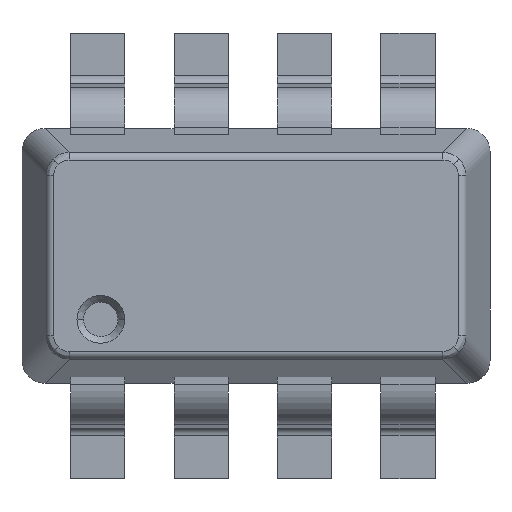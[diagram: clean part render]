
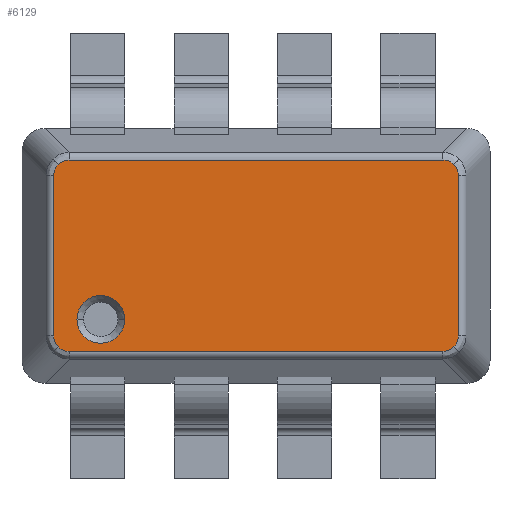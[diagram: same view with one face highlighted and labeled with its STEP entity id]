
A CAD part, top view. The second image highlights one B-rep face of the part: STEP entity #6129.
In plain terms, the highlighted planar face has unit normal (0, 0, 1).
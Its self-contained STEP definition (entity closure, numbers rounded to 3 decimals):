
#1818=CARTESIAN_POINT('',(-1.243,0.573,1.2));
#1835=CARTESIAN_POINT('',(1.243,0.573,1.2));
#1860=CARTESIAN_POINT('',(1.243,-0.573,1.2));
#1893=CARTESIAN_POINT('',(-1.243,-0.573,1.2));
#1910=DIRECTION('',(0.,1.,0.));
#1911=VECTOR('',#1910,1.009);
#1912=CARTESIAN_POINT('',(-1.271,-0.504,1.2));
#1913=LINE('',#1912,#1911);
#1917=CARTESIAN_POINT('',(-1.271,0.504,1.2));
#1918=CARTESIAN_POINT('',(-1.271,0.504,1.2));
#1919=CARTESIAN_POINT('',(-1.271,0.506,1.2));
#1920=CARTESIAN_POINT('',(-1.27,0.521,1.2));
#1921=CARTESIAN_POINT('',(-1.267,0.532,1.2));
#1922=CARTESIAN_POINT('',(-1.263,0.543,1.2));
#1923=CARTESIAN_POINT('',(-1.258,0.554,1.2));
#1924=CARTESIAN_POINT('',(-1.251,0.564,1.2));
#1925=CARTESIAN_POINT('',(-1.246,0.57,1.2));
#1926=CARTESIAN_POINT('',(-1.243,0.573,1.2));
#1931=CARTESIAN_POINT('',(-1.243,0.573,1.2));
#1932=CARTESIAN_POINT('',(-1.243,0.573,1.2));
#1933=CARTESIAN_POINT('',(-1.242,0.574,1.2));
#1934=CARTESIAN_POINT('',(-1.231,0.583,1.2));
#1935=CARTESIAN_POINT('',(-1.221,0.589,1.2));
#1936=CARTESIAN_POINT('',(-1.21,0.595,1.2));
#1937=CARTESIAN_POINT('',(-1.199,0.598,1.2));
#1938=CARTESIAN_POINT('',(-1.187,0.6,1.2));
#1939=CARTESIAN_POINT('',(-1.178,0.601,1.2));
#1940=CARTESIAN_POINT('',(-1.174,0.601,1.2));
#1945=DIRECTION('',(1.,0.,0.));
#1946=VECTOR('',#1945,2.349);
#1947=CARTESIAN_POINT('',(-1.174,0.601,1.2));
#1948=LINE('',#1947,#1946);
#1952=CARTESIAN_POINT('',(1.174,0.601,1.2));
#1953=CARTESIAN_POINT('',(1.174,0.601,1.2));
#1954=CARTESIAN_POINT('',(1.176,0.601,1.2));
#1955=CARTESIAN_POINT('',(1.191,0.6,1.2));
#1956=CARTESIAN_POINT('',(1.202,0.597,1.2));
#1957=CARTESIAN_POINT('',(1.213,0.593,1.2));
#1958=CARTESIAN_POINT('',(1.224,0.588,1.2));
#1959=CARTESIAN_POINT('',(1.234,0.581,1.2));
#1960=CARTESIAN_POINT('',(1.24,0.576,1.2));
#1961=CARTESIAN_POINT('',(1.243,0.573,1.2));
#1966=CARTESIAN_POINT('',(1.243,0.573,1.2));
#1967=CARTESIAN_POINT('',(1.243,0.573,1.2));
#1968=CARTESIAN_POINT('',(1.244,0.572,1.2));
#1969=CARTESIAN_POINT('',(1.253,0.561,1.2));
#1970=CARTESIAN_POINT('',(1.259,0.551,1.2));
#1971=CARTESIAN_POINT('',(1.265,0.54,1.2));
#1972=CARTESIAN_POINT('',(1.268,0.529,1.2));
#1973=CARTESIAN_POINT('',(1.27,0.517,1.2));
#1974=CARTESIAN_POINT('',(1.271,0.508,1.2));
#1975=CARTESIAN_POINT('',(1.271,0.504,1.2));
#1980=DIRECTION('',(0.,-1.,0.));
#1981=VECTOR('',#1980,1.009);
#1982=CARTESIAN_POINT('',(1.271,0.504,1.2));
#1983=LINE('',#1982,#1981);
#1987=CARTESIAN_POINT('',(1.271,-0.504,1.2));
#1988=CARTESIAN_POINT('',(1.271,-0.504,1.2));
#1989=CARTESIAN_POINT('',(1.271,-0.506,1.2));
#1990=CARTESIAN_POINT('',(1.27,-0.521,1.2));
#1991=CARTESIAN_POINT('',(1.267,-0.532,1.2));
#1992=CARTESIAN_POINT('',(1.263,-0.543,1.2));
#1993=CARTESIAN_POINT('',(1.258,-0.554,1.2));
#1994=CARTESIAN_POINT('',(1.251,-0.564,1.2));
#1995=CARTESIAN_POINT('',(1.246,-0.57,1.2));
#1996=CARTESIAN_POINT('',(1.243,-0.573,1.2));
#2001=CARTESIAN_POINT('',(1.243,-0.573,1.2));
#2002=CARTESIAN_POINT('',(1.243,-0.573,1.2));
#2003=CARTESIAN_POINT('',(1.242,-0.574,1.2));
#2004=CARTESIAN_POINT('',(1.231,-0.583,1.2));
#2005=CARTESIAN_POINT('',(1.221,-0.589,1.2));
#2006=CARTESIAN_POINT('',(1.21,-0.595,1.2));
#2007=CARTESIAN_POINT('',(1.199,-0.598,1.2));
#2008=CARTESIAN_POINT('',(1.187,-0.6,1.2));
#2009=CARTESIAN_POINT('',(1.178,-0.601,1.2));
#2010=CARTESIAN_POINT('',(1.174,-0.601,1.2));
#2015=DIRECTION('',(-1.,0.,0.));
#2016=VECTOR('',#2015,2.349);
#2017=CARTESIAN_POINT('',(1.174,-0.601,1.2));
#2018=LINE('',#2017,#2016);
#2022=CARTESIAN_POINT('',(-1.174,-0.601,1.2));
#2023=CARTESIAN_POINT('',(-1.174,-0.601,1.2));
#2024=CARTESIAN_POINT('',(-1.176,-0.601,1.2));
#2025=CARTESIAN_POINT('',(-1.191,-0.6,1.2));
#2026=CARTESIAN_POINT('',(-1.202,-0.597,1.2));
#2027=CARTESIAN_POINT('',(-1.213,-0.593,1.2));
#2028=CARTESIAN_POINT('',(-1.224,-0.588,1.2));
#2029=CARTESIAN_POINT('',(-1.234,-0.581,1.2));
#2030=CARTESIAN_POINT('',(-1.24,-0.576,1.2));
#2031=CARTESIAN_POINT('',(-1.243,-0.573,1.2));
#2036=CARTESIAN_POINT('',(-1.243,-0.573,1.2));
#2037=CARTESIAN_POINT('',(-1.243,-0.573,1.2));
#2038=CARTESIAN_POINT('',(-1.244,-0.572,1.2));
#2039=CARTESIAN_POINT('',(-1.253,-0.561,1.2));
#2040=CARTESIAN_POINT('',(-1.259,-0.551,1.2));
#2041=CARTESIAN_POINT('',(-1.265,-0.54,1.2));
#2042=CARTESIAN_POINT('',(-1.268,-0.529,1.2));
#2043=CARTESIAN_POINT('',(-1.27,-0.517,1.2));
#2044=CARTESIAN_POINT('',(-1.271,-0.508,1.2));
#2045=CARTESIAN_POINT('',(-1.271,-0.504,1.2));
#2050=CARTESIAN_POINT('',(-0.975,-0.4,1.2));
#2051=DIRECTION('',(0.,0.,-1.));
#2052=DIRECTION('',(-1.,0.,0.));
#2053=AXIS2_PLACEMENT_3D('',#2050,#2051,#2052);
#2065=CARTESIAN_POINT('',(-0.975,-0.4,1.2));
#2066=DIRECTION('',(0.,0.,-1.));
#2067=DIRECTION('',(1.,0.,0.));
#2068=AXIS2_PLACEMENT_3D('',#2065,#2066,#2067);
#3194=CARTESIAN_POINT('',(-1.271,-0.504,1.2));
#3195=CARTESIAN_POINT('',(-1.271,0.504,1.2));
#3196=VERTEX_POINT('',#3194);
#3197=VERTEX_POINT('',#3195);
#3198=CARTESIAN_POINT('',(-1.125,-0.4,1.2));
#3199=CARTESIAN_POINT('',(-0.825,-0.4,1.2));
#3200=VERTEX_POINT('',#3198);
#3201=VERTEX_POINT('',#3199);
#3296=VERTEX_POINT('',#1835);
#3297=CARTESIAN_POINT('',(1.174,0.601,1.2));
#3298=VERTEX_POINT('',#3297);
#3299=CARTESIAN_POINT('',(1.271,0.504,1.2));
#3300=VERTEX_POINT('',#3299);
#3301=VERTEX_POINT('',#1818);
#3302=VERTEX_POINT('',#1860);
#3303=CARTESIAN_POINT('',(1.174,-0.601,1.2));
#3304=VERTEX_POINT('',#3303);
#3305=VERTEX_POINT('',#1893);
#3533=VERTEX_POINT('',#2022);
#3534=VERTEX_POINT('',#1987);
#3535=CARTESIAN_POINT('',(-1.174,0.601,1.2));
#3536=VERTEX_POINT('',#3535);
#6104=CARTESIAN_POINT('',(1.47,-0.8,1.2));
#6105=DIRECTION('',(0.,0.,1.));
#6106=DIRECTION('',(1.,0.,0.));
#6107=AXIS2_PLACEMENT_3D('',#6104,#6105,#6106);
#6108=PLANE('',#6107);
#6109=ORIENTED_EDGE('',*,*,#6052,.T.);
#6110=ORIENTED_EDGE('',*,*,#6085,.T.);
#6111=ORIENTED_EDGE('',*,*,#5744,.T.);
#6112=ORIENTED_EDGE('',*,*,#5770,.T.);
#6113=ORIENTED_EDGE('',*,*,#5804,.T.);
#6114=ORIENTED_EDGE('',*,*,#5839,.T.);
#6115=ORIENTED_EDGE('',*,*,#5866,.T.);
#6116=ORIENTED_EDGE('',*,*,#5898,.T.);
#6117=ORIENTED_EDGE('',*,*,#5933,.T.);
#6118=ORIENTED_EDGE('',*,*,#5960,.T.);
#6119=ORIENTED_EDGE('',*,*,#5992,.T.);
#6120=ORIENTED_EDGE('',*,*,#6027,.T.);
#6121=EDGE_LOOP('',(#6109,#6110,#6111,#6112,#6113,#6114,#6115,#6116,#6117,#6118,
#6119,#6120));
#6122=FACE_OUTER_BOUND('',#6121,.F.);
#6124=ORIENTED_EDGE('',*,*,#6123,.F.);
#6126=ORIENTED_EDGE('',*,*,#6125,.F.);
#6127=EDGE_LOOP('',(#6124,#6126));
#6128=FACE_BOUND('',#6127,.F.);
#6129=ADVANCED_FACE('',(#6122,#6128),#6108,.T.);
#1927=B_SPLINE_CURVE_WITH_KNOTS('',3,(#1917,#1918,#1919,#1920,#1921,#1922,#1923,
#1924,#1925,#1926),.UNSPECIFIED.,.F.,.F.,(4,1,1,1,1,1,1,4),(0.,
0.143,0.286,0.429,0.571,
0.714,0.857,1.),.UNSPECIFIED.);
#1941=B_SPLINE_CURVE_WITH_KNOTS('',3,(#1931,#1932,#1933,#1934,#1935,#1936,#1937,
#1938,#1939,#1940),.UNSPECIFIED.,.F.,.F.,(4,1,1,1,1,1,1,4),(0.,
0.143,0.286,0.429,0.571,
0.714,0.857,1.),.UNSPECIFIED.);
#1962=B_SPLINE_CURVE_WITH_KNOTS('',3,(#1952,#1953,#1954,#1955,#1956,#1957,#1958,
#1959,#1960,#1961),.UNSPECIFIED.,.F.,.F.,(4,1,1,1,1,1,1,4),(0.,
0.143,0.286,0.429,0.571,
0.714,0.857,1.),.UNSPECIFIED.);
#1976=B_SPLINE_CURVE_WITH_KNOTS('',3,(#1966,#1967,#1968,#1969,#1970,#1971,#1972,
#1973,#1974,#1975),.UNSPECIFIED.,.F.,.F.,(4,1,1,1,1,1,1,4),(0.,
0.143,0.286,0.429,0.571,
0.714,0.857,1.),.UNSPECIFIED.);
#1997=B_SPLINE_CURVE_WITH_KNOTS('',3,(#1987,#1988,#1989,#1990,#1991,#1992,#1993,
#1994,#1995,#1996),.UNSPECIFIED.,.F.,.F.,(4,1,1,1,1,1,1,4),(0.,
0.143,0.286,0.429,0.571,
0.714,0.857,1.),.UNSPECIFIED.);
#2011=B_SPLINE_CURVE_WITH_KNOTS('',3,(#2001,#2002,#2003,#2004,#2005,#2006,#2007,
#2008,#2009,#2010),.UNSPECIFIED.,.F.,.F.,(4,1,1,1,1,1,1,4),(0.,
0.143,0.286,0.429,0.571,
0.714,0.857,1.),.UNSPECIFIED.);
#2032=B_SPLINE_CURVE_WITH_KNOTS('',3,(#2022,#2023,#2024,#2025,#2026,#2027,#2028,
#2029,#2030,#2031),.UNSPECIFIED.,.F.,.F.,(4,1,1,1,1,1,1,4),(0.,
0.143,0.286,0.429,0.571,
0.714,0.857,1.),.UNSPECIFIED.);
#2046=B_SPLINE_CURVE_WITH_KNOTS('',3,(#2036,#2037,#2038,#2039,#2040,#2041,#2042,
#2043,#2044,#2045),.UNSPECIFIED.,.F.,.F.,(4,1,1,1,1,1,1,4),(0.,
0.143,0.286,0.429,0.571,
0.714,0.857,1.),.UNSPECIFIED.);
#2054=CIRCLE('',#2053,0.15);
#2069=CIRCLE('',#2068,0.15);
#5744=EDGE_CURVE('',#3301,#3536,#1941,.T.);
#5770=EDGE_CURVE('',#3536,#3298,#1948,.T.);
#5804=EDGE_CURVE('',#3298,#3296,#1962,.T.);
#5839=EDGE_CURVE('',#3296,#3300,#1976,.T.);
#5866=EDGE_CURVE('',#3300,#3534,#1983,.T.);
#5898=EDGE_CURVE('',#3534,#3302,#1997,.T.);
#5933=EDGE_CURVE('',#3302,#3304,#2011,.T.);
#5960=EDGE_CURVE('',#3304,#3533,#2018,.T.);
#5992=EDGE_CURVE('',#3533,#3305,#2032,.T.);
#6027=EDGE_CURVE('',#3305,#3196,#2046,.T.);
#6052=EDGE_CURVE('',#3196,#3197,#1913,.T.);
#6085=EDGE_CURVE('',#3197,#3301,#1927,.T.);
#6123=EDGE_CURVE('',#3200,#3201,#2054,.T.);
#6125=EDGE_CURVE('',#3201,#3200,#2069,.T.);
